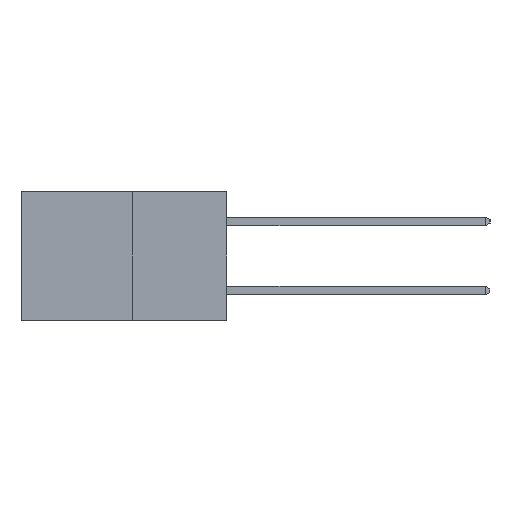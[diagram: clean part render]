
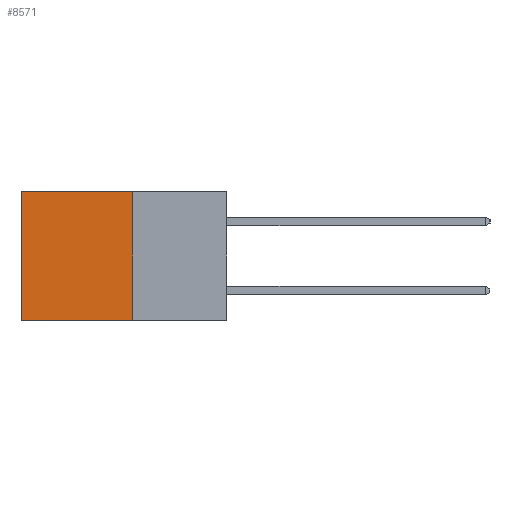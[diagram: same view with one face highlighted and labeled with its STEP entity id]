
A CAD part, left-side view. The second image highlights one B-rep face of the part: STEP entity #8571.
In plain terms, the highlighted planar face has unit normal (-1, 0, 0).
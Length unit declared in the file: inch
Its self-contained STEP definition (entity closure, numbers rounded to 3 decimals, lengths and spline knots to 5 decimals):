
#493 = DIRECTION ( 'NONE',  ( 0., 1., 0. ) ) ;
#1302 = CARTESIAN_POINT ( 'NONE',  ( 0.277, 0.27, -0.37 ) ) ;
#2778 = FACE_OUTER_BOUND ( 'NONE', #10683, .T. ) ;
#3334 = DIRECTION ( 'NONE',  ( 0., 0., -1. ) ) ;
#4016 = DIRECTION ( 'NONE',  ( 0., 0., -1. ) ) ;
#4819 = DIRECTION ( 'NONE',  ( 0., 1., 0. ) ) ;
#5461 = VECTOR ( 'NONE', #493, 39.37008 ) ;
#5705 = EDGE_CURVE ( 'NONE', #10403, #6021, #9969, .T. ) ;
#5774 = AXIS2_PLACEMENT_3D ( 'NONE', #1302, #11859, #4016 ) ;
#6021 = VERTEX_POINT ( 'NONE', #9211 ) ;
#6032 = CARTESIAN_POINT ( 'NONE',  ( 0.277, 0.27, -0.37 ) ) ;
#6328 = CARTESIAN_POINT ( 'NONE',  ( 0.277, 0.59, -0.37 ) ) ;
#6622 = PLANE ( 'NONE',  #5774 ) ;
#6900 = EDGE_CURVE ( 'NONE', #15488, #15445, #8891, .T. ) ;
#7037 = VECTOR ( 'NONE', #4819, 39.37008 ) ;
#8348 = DIRECTION ( 'NONE',  ( 0., 0., -1. ) ) ;
#8437 = CARTESIAN_POINT ( 'NONE',  ( 0.277, 0.27, -0.37 ) ) ;
#8571 = ADVANCED_FACE ( 'NONE', ( #2778 ), #6622, .F. ) ;
#8891 = LINE ( 'NONE', #16216, #13247 ) ;
#9211 = CARTESIAN_POINT ( 'NONE',  ( 0.277, 0.27, -0.37 ) ) ;
#9521 = EDGE_CURVE ( 'NONE', #6021, #15445, #15506, .T. ) ;
#9969 = LINE ( 'NONE', #6032, #13479 ) ;
#10123 = CARTESIAN_POINT ( 'NONE',  ( 0.277, 0.27, 0. ) ) ;
#10403 = VERTEX_POINT ( 'NONE', #10123 ) ;
#10683 = EDGE_LOOP ( 'NONE', ( #12978, #16460, #16848, #13803 ) ) ;
#11292 = CARTESIAN_POINT ( 'NONE',  ( 0.277, 0.27, 0. ) ) ;
#11859 = DIRECTION ( 'NONE',  ( 1., 0., 0. ) ) ;
#12879 = CARTESIAN_POINT ( 'NONE',  ( 0.277, 0.59, 0. ) ) ;
#12978 = ORIENTED_EDGE ( 'NONE', *, *, #6900, .T. ) ;
#13247 = VECTOR ( 'NONE', #8348, 39.37008 ) ;
#13479 = VECTOR ( 'NONE', #3334, 39.37008 ) ;
#13803 = ORIENTED_EDGE ( 'NONE', *, *, #16033, .T. ) ;
#14403 = LINE ( 'NONE', #11292, #7037 ) ;
#15445 = VERTEX_POINT ( 'NONE', #6328 ) ;
#15488 = VERTEX_POINT ( 'NONE', #12879 ) ;
#15506 = LINE ( 'NONE', #8437, #5461 ) ;
#16033 = EDGE_CURVE ( 'NONE', #10403, #15488, #14403, .T. ) ;
#16216 = CARTESIAN_POINT ( 'NONE',  ( 0.277, 0.59, -0.37 ) ) ;
#16460 = ORIENTED_EDGE ( 'NONE', *, *, #9521, .F. ) ;
#16848 = ORIENTED_EDGE ( 'NONE', *, *, #5705, .F. ) ;
